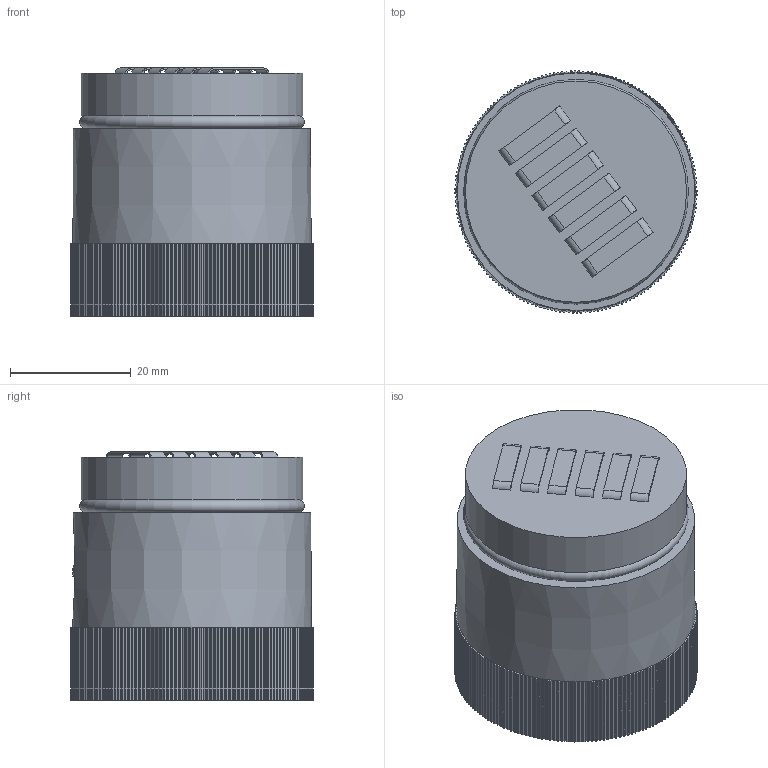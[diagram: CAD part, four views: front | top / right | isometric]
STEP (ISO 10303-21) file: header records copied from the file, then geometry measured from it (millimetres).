
FILE_DESCRIPTION(/* description */ ('Customer-3D BK'),/* implementation_level */ '2;1');
FILE_NAME(/* name */ '100000011642_prt_000.step',/* time_stamp */ '2022-05-03T14:18:16+02:00',/* author */ ('JENNERT'),/* organization */ ('WERMA Signaltechnik GmbH+Co.KG'),/* preprocessor_version */ 'ST-DEVELOPER v17',/* originating_system */ 'Autodesk Inventor 2018',/* authorisation */ 'public');
FILE_SCHEMA (('AUTOMOTIVE_DESIGN { 1 0 10303 214 3 1 1 }'));
Length unit declared in the file: millimetre
Products named in the file (1): 100000011642_prt_000_1
Bounding box: 40.06 x 40.06 x 41.05 mm (x, y, z)
Volume: 37983.6 mm3; surface area: 9500.2 mm2
Topology: 7 solids, 7 shells, 786 faces, 2248 edges, 1479 vertices
Faces by surface type: plane 522, cylinder 250, cone 6, torus 5, sphere 3
Full cylindrical faces by diameter (mm): 35.08 x2, 36.6 x1
Entity records: 26824 total; most frequent: CARTESIAN_POINT 4960, ORIENTED_EDGE 4494, DIRECTION 4358, EDGE_CURVE 2247, LINE 1612, VECTOR 1612, VERTEX_POINT 1479, AXIS2_PLACEMENT_3D 1373
